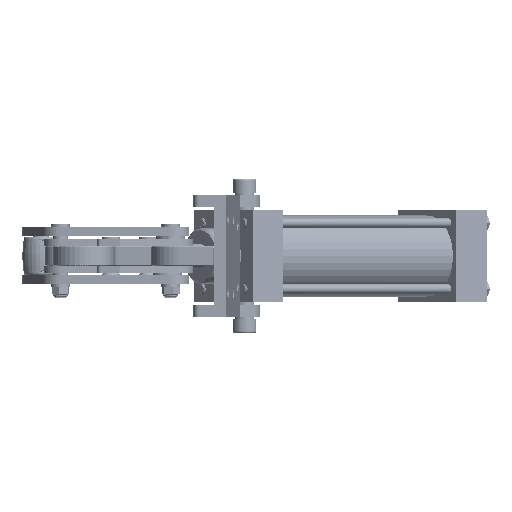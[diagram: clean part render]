
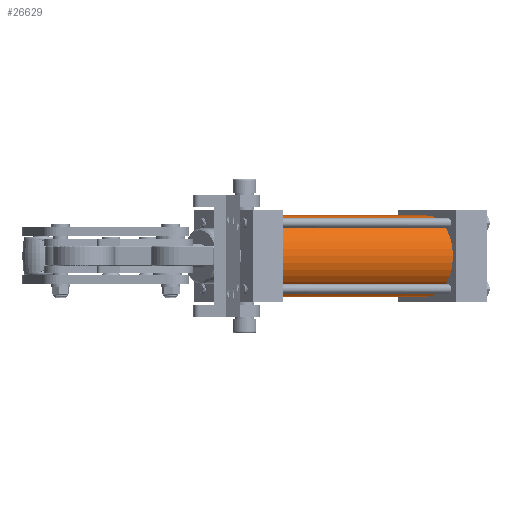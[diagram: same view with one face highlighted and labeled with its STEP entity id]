
A CAD part, left-side view. The second image highlights one B-rep face of the part: STEP entity #26629.
In plain terms, the highlighted cylindrical face has radius 33 mm (diameter 66 mm), a partial arc.
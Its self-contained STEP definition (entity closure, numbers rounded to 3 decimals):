
#2640 = DIRECTION ( 'NONE',  ( -1., 0., 0. ) ) ;
#8906 = CARTESIAN_POINT ( 'NONE',  ( 33., 0., 182. ) ) ;
#9637 = VECTOR ( 'NONE', #79996, 1000. ) ;
#11082 = VECTOR ( 'NONE', #66949, 1000. ) ;
#13304 = CYLINDRICAL_SURFACE ( 'NONE', #39514, 33. ) ;
#18632 = CIRCLE ( 'NONE', #44792, 33. ) ;
#19839 = VERTEX_POINT ( 'NONE', #42760 ) ;
#23257 = CARTESIAN_POINT ( 'NONE',  ( 0., 0., 182. ) ) ;
#26629 = ADVANCED_FACE ( 'NONE', ( #84221 ), #13304, .T. ) ;
#28927 = CARTESIAN_POINT ( 'NONE',  ( 33., 0., 182. ) ) ;
#39514 = AXIS2_PLACEMENT_3D ( 'NONE', #23257, #103179, #76474 ) ;
#42760 = CARTESIAN_POINT ( 'NONE',  ( -33., 0., 0. ) ) ;
#44792 = AXIS2_PLACEMENT_3D ( 'NONE', #49706, #111730, #58699 ) ;
#49706 = CARTESIAN_POINT ( 'NONE',  ( 0., 0., 182. ) ) ;
#55948 = DIRECTION ( 'NONE',  ( 0., 0., -1. ) ) ;
#56457 = ORIENTED_EDGE ( 'NONE', *, *, #66944, .F. ) ;
#58699 = DIRECTION ( 'NONE',  ( 1., 0., 0. ) ) ;
#66944 = EDGE_CURVE ( 'NONE', #107580, #19839, #79186, .T. ) ;
#66949 = DIRECTION ( 'NONE',  ( 0., 0., -1. ) ) ;
#72081 = CARTESIAN_POINT ( 'NONE',  ( 33., 0., 0. ) ) ;
#75766 = AXIS2_PLACEMENT_3D ( 'NONE', #109002, #55948, #2640 ) ;
#76474 = DIRECTION ( 'NONE',  ( -1., 0., 0. ) ) ;
#78356 = ORIENTED_EDGE ( 'NONE', *, *, #87880, .F. ) ;
#79186 = CIRCLE ( 'NONE', #75766, 33. ) ;
#79996 = DIRECTION ( 'NONE',  ( 0., 0., -1. ) ) ;
#83324 = LINE ( 'NONE', #8906, #9637 ) ;
#84221 = FACE_OUTER_BOUND ( 'NONE', #113436, .T. ) ;
#85927 = VERTEX_POINT ( 'NONE', #113982 ) ;
#87880 = EDGE_CURVE ( 'NONE', #99705, #107580, #83324, .T. ) ;
#93300 = CARTESIAN_POINT ( 'NONE',  ( -33., 0., 182. ) ) ;
#97499 = EDGE_CURVE ( 'NONE', #85927, #99705, #18632, .T. ) ;
#99705 = VERTEX_POINT ( 'NONE', #28927 ) ;
#103179 = DIRECTION ( 'NONE',  ( 0., 0., -1. ) ) ;
#107580 = VERTEX_POINT ( 'NONE', #72081 ) ;
#108345 = LINE ( 'NONE', #93300, #11082 ) ;
#109002 = CARTESIAN_POINT ( 'NONE',  ( 0., 0., 0. ) ) ;
#111730 = DIRECTION ( 'NONE',  ( 0., 0., 1. ) ) ;
#113172 = ORIENTED_EDGE ( 'NONE', *, *, #113662, .T. ) ;
#113200 = ORIENTED_EDGE ( 'NONE', *, *, #97499, .F. ) ;
#113436 = EDGE_LOOP ( 'NONE', ( #78356, #113200, #113172, #56457 ) ) ;
#113662 = EDGE_CURVE ( 'NONE', #85927, #19839, #108345, .T. ) ;
#113982 = CARTESIAN_POINT ( 'NONE',  ( -33., 0., 182. ) ) ;
